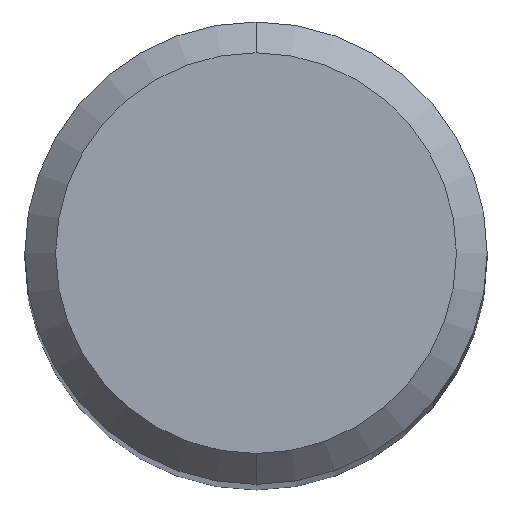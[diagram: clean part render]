
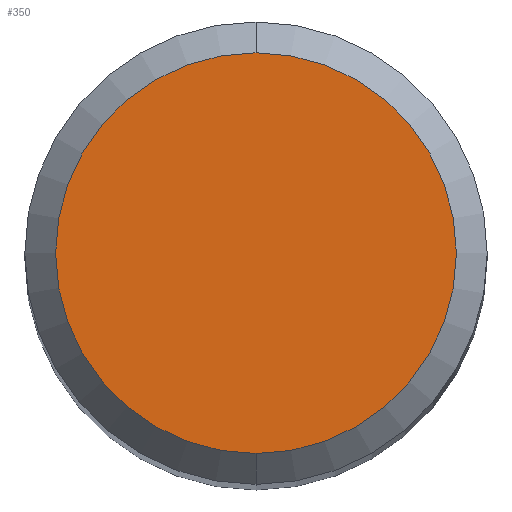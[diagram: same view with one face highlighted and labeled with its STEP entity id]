
A CAD part, top view. The second image highlights one B-rep face of the part: STEP entity #350.
In plain terms, the highlighted planar face has unit normal (0, 0, 1).
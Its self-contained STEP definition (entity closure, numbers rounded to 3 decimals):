
#254=EDGE_CURVE('',#340,#354,#567,.T.);
#340=VERTEX_POINT('',#663);
#350=ADVANCED_FACE('',(#673),#674,.T.);
#354=VERTEX_POINT('',#679);
#390=EDGE_CURVE('',#354,#340,#718,.T.);
#567=CIRCLE('',#969,2.6);
#663=CARTESIAN_POINT('',(0.,-2.6,0.0));
#673=FACE_OUTER_BOUND('',#1127,.T.);
#674=PLANE('',#1128);
#679=CARTESIAN_POINT('',(0.0,2.6,0.0));
#718=CIRCLE('',#1216,2.6);
#969=AXIS2_PLACEMENT_3D('',#1536,#1537,#1538);
#1127=EDGE_LOOP('',(#1663,#1664));
#1128=AXIS2_PLACEMENT_3D('',#1665,#1666,#1667);
#1216=AXIS2_PLACEMENT_3D('',#1714,#1715,#1716);
#1536=CARTESIAN_POINT('',(0.0,0.0,0.0));
#1537=DIRECTION('',(0.0,0.0,-1.0));
#1538=DIRECTION('',(0.0,1.0,0.0));
#1663=ORIENTED_EDGE('',*,*,#390,.F.);
#1664=ORIENTED_EDGE('',*,*,#254,.F.);
#1665=CARTESIAN_POINT('',(0.0,1.3,0.0));
#1666=DIRECTION('',(-0.0,0.0,1.0));
#1667=DIRECTION('',(0.0,-1.0,0.0));
#1714=CARTESIAN_POINT('',(0.0,0.0,0.0));
#1715=DIRECTION('',(0.0,0.0,-1.0));
#1716=DIRECTION('',(0.0,1.0,0.0));
